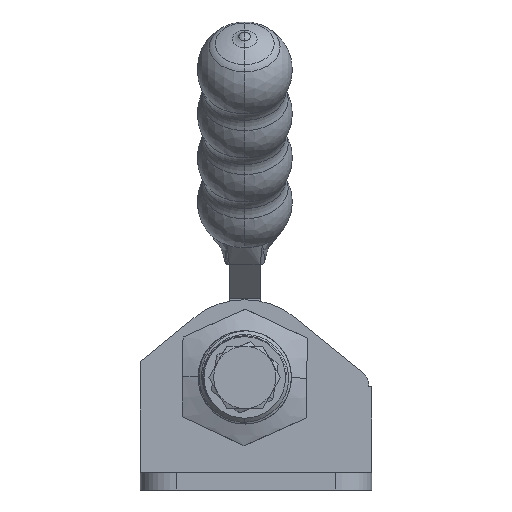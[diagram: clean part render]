
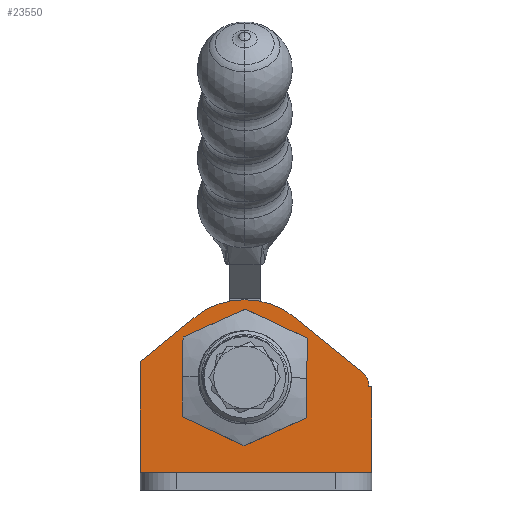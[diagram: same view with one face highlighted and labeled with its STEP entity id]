
A CAD part, left-side view. The second image highlights one B-rep face of the part: STEP entity #23550.
In plain terms, the highlighted planar face has unit normal (-1, 0, 0).
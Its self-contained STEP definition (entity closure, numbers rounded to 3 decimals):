
#30 = ORIENTED_EDGE ( 'NONE', *, *, #466, .F. ) ;
#466 = EDGE_CURVE ( 'NONE', #25577, #9368, #35074, .T. ) ;
#1658 = ORIENTED_EDGE ( 'NONE', *, *, #37029, .T. ) ;
#2061 = DIRECTION ( 'NONE',  ( 1., 0., 0. ) ) ;
#2332 = CARTESIAN_POINT ( 'NONE',  ( 49.241, 70.558, 4.5 ) ) ;
#2401 = AXIS2_PLACEMENT_3D ( 'NONE', #19127, #2061, #21998 ) ;
#3229 = ORIENTED_EDGE ( 'NONE', *, *, #27576, .F. ) ;
#4017 = CARTESIAN_POINT ( 'NONE',  ( 49.241, 30.792, 44.543 ) ) ;
#4355 = CARTESIAN_POINT ( 'NONE',  ( 49.241, 10.825, 4.5 ) ) ;
#4507 = CARTESIAN_POINT ( 'NONE',  ( 49.241, 10.825, 49. ) ) ;
#4768 = DIRECTION ( 'NONE',  ( 0., -1., 0. ) ) ;
#4945 = VECTOR ( 'NONE', #4768, 1000. ) ;
#5408 = DIRECTION ( 'NONE',  ( 1., 0., 0. ) ) ;
#5415 = VERTEX_POINT ( 'NONE', #21678 ) ;
#5515 = CIRCLE ( 'NONE', #30637, 20. ) ;
#5550 = VERTEX_POINT ( 'NONE', #36777 ) ;
#5561 = EDGE_CURVE ( 'NONE', #6920, #7980, #29038, .T. ) ;
#5779 = EDGE_CURVE ( 'NONE', #5415, #9148, #11181, .T. ) ;
#5917 = ORIENTED_EDGE ( 'NONE', *, *, #11660, .T. ) ;
#6136 = VERTEX_POINT ( 'NONE', #23606 ) ;
#6666 = AXIS2_PLACEMENT_3D ( 'NONE', #30413, #13332, #33314 ) ;
#6673 = VECTOR ( 'NONE', #7213, 1000. ) ;
#6771 = VECTOR ( 'NONE', #24746, 1000. ) ;
#6920 = VERTEX_POINT ( 'NONE', #4017 ) ;
#7179 = CARTESIAN_POINT ( 'NONE',  ( 49.241, 70.558, 49. ) ) ;
#7188 = VECTOR ( 'NONE', #25394, 1000. ) ;
#7213 = DIRECTION ( 'NONE',  ( 0., -1., 0. ) ) ;
#7980 = VERTEX_POINT ( 'NONE', #15361 ) ;
#9148 = VERTEX_POINT ( 'NONE', #31535 ) ;
#9311 = VERTEX_POINT ( 'NONE', #2332 ) ;
#9368 = VERTEX_POINT ( 'NONE', #13918 ) ;
#9382 = VECTOR ( 'NONE', #36404, 1000. ) ;
#10673 = CARTESIAN_POINT ( 'NONE',  ( 49.241, 73.745, 30.501 ) ) ;
#11081 = CARTESIAN_POINT ( 'NONE',  ( 49.241, 43.379, 49. ) ) ;
#11129 = ORIENTED_EDGE ( 'NONE', *, *, #20573, .F. ) ;
#11181 = LINE ( 'NONE', #10673, #9382 ) ;
#11219 = ORIENTED_EDGE ( 'NONE', *, *, #16579, .T. ) ;
#11660 = EDGE_CURVE ( 'NONE', #5550, #30372, #15889, .T. ) ;
#11786 = CIRCLE ( 'NONE', #14425, 20. ) ;
#12738 = VERTEX_POINT ( 'NONE', #11081 ) ;
#13089 = PLANE ( 'NONE',  #16279 ) ;
#13203 = VECTOR ( 'NONE', #28327, 1000. ) ;
#13332 = DIRECTION ( 'NONE',  ( 1., 0., 0. ) ) ;
#13563 = EDGE_LOOP ( 'NONE', ( #15367, #30, #11129, #28337, #3229, #18605, #25314, #18226, #11219, #21420 ) ) ;
#13918 = CARTESIAN_POINT ( 'NONE',  ( 49.241, 10.825, 26.615 ) ) ;
#14425 = AXIS2_PLACEMENT_3D ( 'NONE', #22463, #5408, #25340 ) ;
#14432 = EDGE_CURVE ( 'NONE', #9148, #25457, #5515, .T. ) ;
#14668 = DIRECTION ( 'NONE',  ( 1., 0., 0. ) ) ;
#14966 = CARTESIAN_POINT ( 'NONE',  ( 49.241, 11.598, 26.615 ) ) ;
#15316 = AXIS2_PLACEMENT_3D ( 'NONE', #34022, #16923, #36897 ) ;
#15344 = EDGE_LOOP ( 'NONE', ( #1658, #5917 ) ) ;
#15361 = CARTESIAN_POINT ( 'NONE',  ( 49.241, 13.452, 30.501 ) ) ;
#15367 = ORIENTED_EDGE ( 'NONE', *, *, #18719, .F. ) ;
#15889 = CIRCLE ( 'NONE', #2401, 13. ) ;
#16279 = AXIS2_PLACEMENT_3D ( 'NONE', #4507, #35933, #18824 ) ;
#16579 = EDGE_CURVE ( 'NONE', #5415, #9311, #28609, .T. ) ;
#16923 = DIRECTION ( 'NONE',  ( 1., 0., 0. ) ) ;
#18226 = ORIENTED_EDGE ( 'NONE', *, *, #5779, .F. ) ;
#18605 = ORIENTED_EDGE ( 'NONE', *, *, #33158, .F. ) ;
#18719 = EDGE_CURVE ( 'NONE', #9368, #6136, #20106, .T. ) ;
#18824 = DIRECTION ( 'NONE',  ( 0., 0., -1. ) ) ;
#19127 = CARTESIAN_POINT ( 'NONE',  ( 49.241, 43.598, 29. ) ) ;
#20106 = LINE ( 'NONE', #28103, #26825 ) ;
#20108 = CIRCLE ( 'NONE', #15316, 13. ) ;
#20573 = EDGE_CURVE ( 'NONE', #7980, #25577, #24053, .T. ) ;
#21420 = ORIENTED_EDGE ( 'NONE', *, *, #21816, .T. ) ;
#21678 = CARTESIAN_POINT ( 'NONE',  ( 49.241, 70.558, 33.081 ) ) ;
#21816 = EDGE_CURVE ( 'NONE', #9311, #6136, #37031, .T. ) ;
#21998 = DIRECTION ( 'NONE',  ( 0., 0., -1. ) ) ;
#22463 = CARTESIAN_POINT ( 'NONE',  ( 49.241, 43.379, 29. ) ) ;
#22527 = CARTESIAN_POINT ( 'NONE',  ( 49.241, 13.452, 30.501 ) ) ;
#23550 = ADVANCED_FACE ( 'NONE', ( #30253, #36963 ), #13089, .F. ) ;
#23606 = CARTESIAN_POINT ( 'NONE',  ( 49.241, 10.825, 4.5 ) ) ;
#24025 = CARTESIAN_POINT ( 'NONE',  ( 49.241, 43.818, 49. ) ) ;
#24053 = CIRCLE ( 'NONE', #6666, 5. ) ;
#24699 = CARTESIAN_POINT ( 'NONE',  ( 49.241, 10.825, 49. ) ) ;
#24746 = DIRECTION ( 'NONE',  ( 0., 0., -1. ) ) ;
#25314 = ORIENTED_EDGE ( 'NONE', *, *, #14432, .F. ) ;
#25340 = DIRECTION ( 'NONE',  ( 0., 0., -1. ) ) ;
#25394 = DIRECTION ( 'NONE',  ( 0., -0.777, -0.629 ) ) ;
#25457 = VERTEX_POINT ( 'NONE', #24025 ) ;
#25577 = VERTEX_POINT ( 'NONE', #32764 ) ;
#26825 = VECTOR ( 'NONE', #36611, 1000. ) ;
#27561 = CARTESIAN_POINT ( 'NONE',  ( 49.241, 43.598, 42. ) ) ;
#27576 = EDGE_CURVE ( 'NONE', #12738, #6920, #11786, .T. ) ;
#28103 = CARTESIAN_POINT ( 'NONE',  ( 49.241, 10.825, 49. ) ) ;
#28327 = DIRECTION ( 'NONE',  ( 0., -1., 0. ) ) ;
#28337 = ORIENTED_EDGE ( 'NONE', *, *, #5561, .F. ) ;
#28609 = LINE ( 'NONE', #7179, #6771 ) ;
#29038 = LINE ( 'NONE', #22527, #7188 ) ;
#30253 = FACE_BOUND ( 'NONE', #15344, .T. ) ;
#30372 = VERTEX_POINT ( 'NONE', #27561 ) ;
#30413 = CARTESIAN_POINT ( 'NONE',  ( 49.241, 16.598, 26.615 ) ) ;
#30637 = AXIS2_PLACEMENT_3D ( 'NONE', #31756, #14668, #34646 ) ;
#31535 = CARTESIAN_POINT ( 'NONE',  ( 49.241, 56.404, 44.543 ) ) ;
#31690 = LINE ( 'NONE', #24699, #4945 ) ;
#31756 = CARTESIAN_POINT ( 'NONE',  ( 49.241, 43.818, 29. ) ) ;
#32764 = CARTESIAN_POINT ( 'NONE',  ( 49.241, 11.598, 26.615 ) ) ;
#33158 = EDGE_CURVE ( 'NONE', #25457, #12738, #31690, .T. ) ;
#33314 = DIRECTION ( 'NONE',  ( 0., 0., -1. ) ) ;
#34022 = CARTESIAN_POINT ( 'NONE',  ( 49.241, 43.598, 29. ) ) ;
#34646 = DIRECTION ( 'NONE',  ( 0., 0., 1. ) ) ;
#35074 = LINE ( 'NONE', #14966, #13203 ) ;
#35933 = DIRECTION ( 'NONE',  ( 1., 0., 0. ) ) ;
#36404 = DIRECTION ( 'NONE',  ( 0., -0.777, 0.629 ) ) ;
#36611 = DIRECTION ( 'NONE',  ( 0., 0., -1. ) ) ;
#36777 = CARTESIAN_POINT ( 'NONE',  ( 49.241, 43.598, 16. ) ) ;
#36897 = DIRECTION ( 'NONE',  ( 0., 0., -1. ) ) ;
#36963 = FACE_OUTER_BOUND ( 'NONE', #13563, .T. ) ;
#37029 = EDGE_CURVE ( 'NONE', #30372, #5550, #20108, .T. ) ;
#37031 = LINE ( 'NONE', #4355, #6673 ) ;
